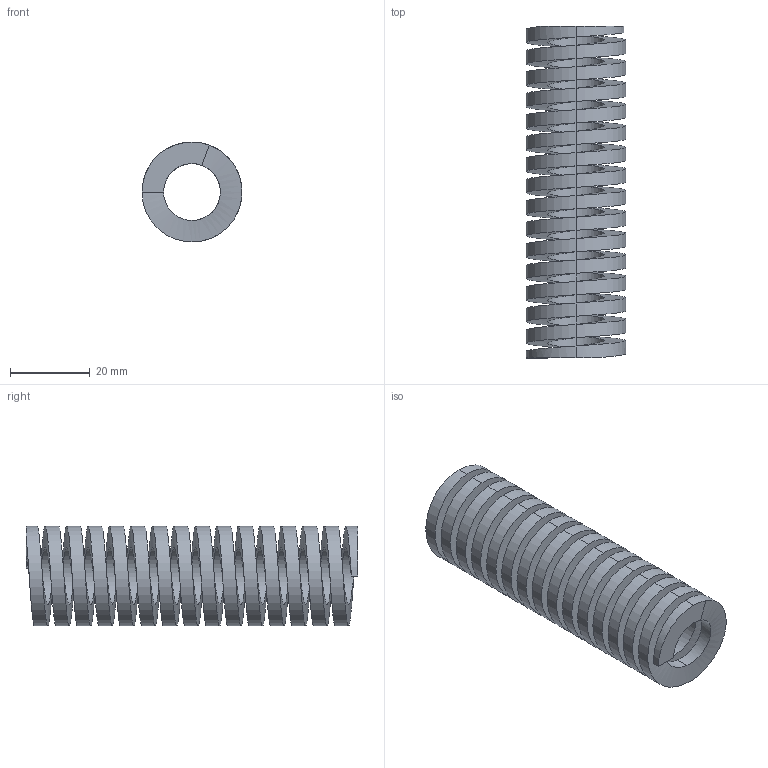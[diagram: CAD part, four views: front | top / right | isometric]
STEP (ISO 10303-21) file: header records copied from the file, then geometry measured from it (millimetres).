
FILE_DESCRIPTION (( 'STEP AP214' ), '1' );
FILE_NAME ('Blue OD25 x ID12.5.STEP', '2024-11-30T13:51:32', ( '' ), ( '' ), 'SwSTEP 2.0', 'SolidWorks 2024', '' );
FILE_SCHEMA (( 'AUTOMOTIVE_DESIGN' ));
Length unit declared in the file: millimetre
Products named in the file (1): Blue OD25 x ID12.5
Bounding box: 25 x 83 x 25 mm (x, y, z)
Volume: 16789.3 mm3; surface area: 16552.2 mm2
Topology: 1 solids, 1 shells, 70 faces, 204 edges, 136 vertices
Faces by surface type: cylinder 64, plane 4, bspline 2
Entity records: 3657 total; most frequent: CARTESIAN_POINT 2155, ORIENTED_EDGE 408, DIRECTION 224, EDGE_CURVE 204, VERTEX_POINT 136, AXIS2_PLACEMENT_3D 77, EDGE_LOOP 70, LINE 70
